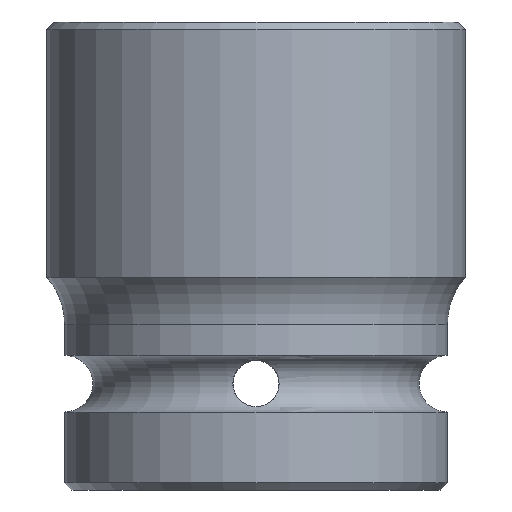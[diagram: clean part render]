
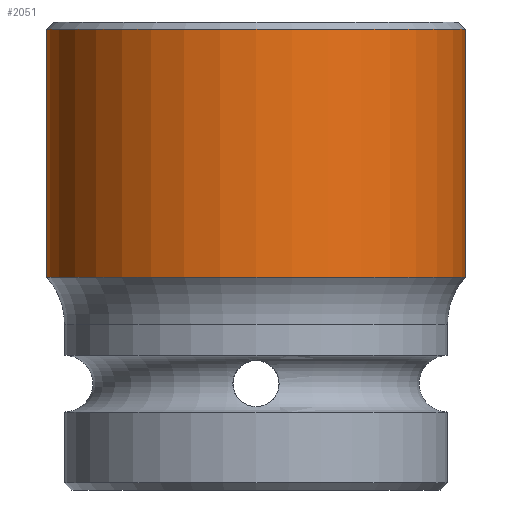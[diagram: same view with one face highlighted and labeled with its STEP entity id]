
A CAD part, left-side view. The second image highlights one B-rep face of the part: STEP entity #2051.
In plain terms, the highlighted cylindrical face has radius 29.5 mm (diameter 59 mm), a partial arc.
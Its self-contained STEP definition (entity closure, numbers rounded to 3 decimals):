
#1068=CARTESIAN_POINT('',(0.,0.,65.));
#1069=DIRECTION('',(0.,0.,1.));
#1070=DIRECTION('',(0.,1.,0.));
#1071=AXIS2_PLACEMENT_3D('',#1068,#1069,#1070);
#1076=DIRECTION('',(0.,0.,1.));
#1077=VECTOR('',#1076,35.);
#1078=CARTESIAN_POINT('',(0.,-29.5,30.));
#1079=LINE('',#1078,#1077);
#1083=CARTESIAN_POINT('',(0.,0.,30.));
#1084=DIRECTION('',(0.,0.,1.));
#1085=DIRECTION('',(0.,1.,0.));
#1086=AXIS2_PLACEMENT_3D('',#1083,#1084,#1085);
#1091=DIRECTION('',(0.,0.,1.));
#1092=VECTOR('',#1091,35.);
#1093=CARTESIAN_POINT('',(0.,29.5,30.));
#1094=LINE('',#1093,#1092);
#1377=CARTESIAN_POINT('',(0.,29.5,30.));
#1378=CARTESIAN_POINT('',(0.,-29.5,30.));
#1379=VERTEX_POINT('',#1377);
#1380=VERTEX_POINT('',#1378);
#1385=CARTESIAN_POINT('',(0.,-29.5,65.));
#1386=CARTESIAN_POINT('',(0.,29.5,65.));
#1387=VERTEX_POINT('',#1385);
#1388=VERTEX_POINT('',#1386);
#2037=CARTESIAN_POINT('',(0.,0.,67.8));
#2038=DIRECTION('',(0.,0.,-1.));
#2039=DIRECTION('',(0.,-1.,0.));
#2040=AXIS2_PLACEMENT_3D('',#2037,#2038,#2039);
#2041=CYLINDRICAL_SURFACE('',#2040,29.5);
#2042=ORIENTED_EDGE('',*,*,#2031,.T.);
#2044=ORIENTED_EDGE('',*,*,#2043,.F.);
#2046=ORIENTED_EDGE('',*,*,#2045,.F.);
#2048=ORIENTED_EDGE('',*,*,#2047,.T.);
#2049=EDGE_LOOP('',(#2042,#2044,#2046,#2048));
#2050=FACE_OUTER_BOUND('',#2049,.F.);
#2051=ADVANCED_FACE('',(#2050),#2041,.T.);
#1072=CIRCLE('',#1071,29.5);
#1087=CIRCLE('',#1086,29.5);
#2031=EDGE_CURVE('',#1388,#1387,#1072,.T.);
#2043=EDGE_CURVE('',#1380,#1387,#1079,.T.);
#2045=EDGE_CURVE('',#1379,#1380,#1087,.T.);
#2047=EDGE_CURVE('',#1379,#1388,#1094,.T.);
